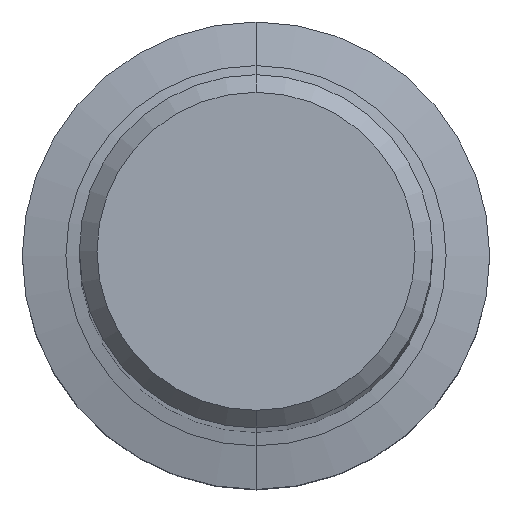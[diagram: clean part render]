
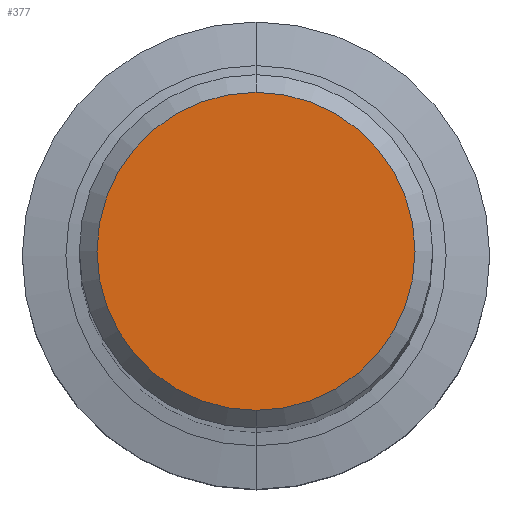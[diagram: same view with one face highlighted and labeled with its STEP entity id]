
A CAD part, top view. The second image highlights one B-rep face of the part: STEP entity #377.
In plain terms, the highlighted planar face has unit normal (0, 0, 1).
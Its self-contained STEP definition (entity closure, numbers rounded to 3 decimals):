
#271=EDGE_CURVE('',#441,#297,#631,.T.);
#297=VERTEX_POINT('',#662);
#377=ADVANCED_FACE('',(#748),#749,.T.);
#395=EDGE_CURVE('',#297,#441,#771,.T.);
#441=VERTEX_POINT('',#824);
#631=CIRCLE('',#1155,5.4);
#662=CARTESIAN_POINT('',(0.0,5.4,0.0));
#748=FACE_OUTER_BOUND('',#1369,.T.);
#749=PLANE('',#1370);
#771=CIRCLE('',#1416,5.4);
#824=CARTESIAN_POINT('',(0.,-5.4,0.0));
#1155=AXIS2_PLACEMENT_3D('',#1762,#1763,#1764);
#1369=EDGE_LOOP('',(#1904,#1905));
#1370=AXIS2_PLACEMENT_3D('',#1906,#1907,#1908);
#1416=AXIS2_PLACEMENT_3D('',#1938,#1939,#1940);
#1762=CARTESIAN_POINT('',(0.0,0.0,0.0));
#1763=DIRECTION('',(0.0,0.0,-1.0));
#1764=DIRECTION('',(0.0,1.0,0.0));
#1904=ORIENTED_EDGE('',*,*,#395,.F.);
#1905=ORIENTED_EDGE('',*,*,#271,.F.);
#1906=CARTESIAN_POINT('',(0.0,2.7,0.0));
#1907=DIRECTION('',(-0.0,0.0,1.0));
#1908=DIRECTION('',(0.0,-1.0,0.0));
#1938=CARTESIAN_POINT('',(0.0,0.0,0.0));
#1939=DIRECTION('',(0.0,0.0,-1.0));
#1940=DIRECTION('',(0.0,1.0,0.0));
